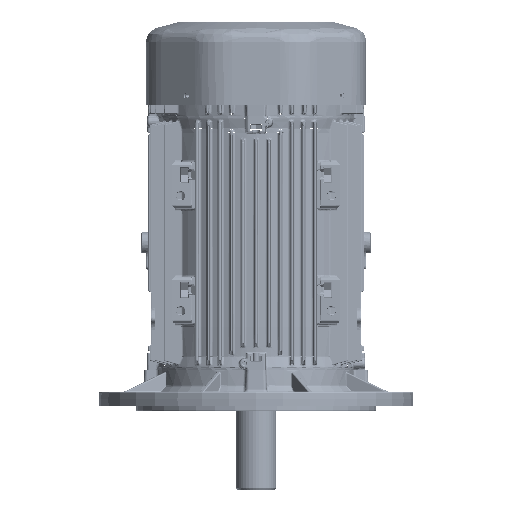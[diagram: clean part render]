
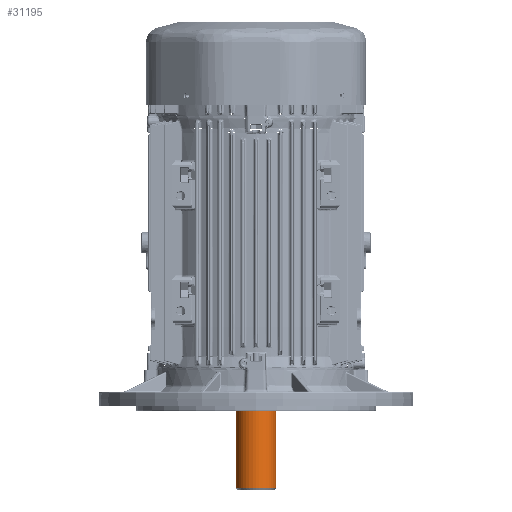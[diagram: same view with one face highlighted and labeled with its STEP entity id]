
A CAD part, front view. The second image highlights one B-rep face of the part: STEP entity #31195.
In plain terms, the highlighted cylindrical face has radius 19 mm (diameter 38 mm), a full revolution.
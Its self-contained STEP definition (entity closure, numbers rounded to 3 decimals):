
#4863=B_SPLINE_CURVE_WITH_KNOTS('',3,(#193719,#193720,#193721,#193722,#193723,
#193724,#193725,#193726,#193727,#193728),.UNSPECIFIED.,.F.,.F.,(4,2,2,2,
4),(0.,0.25,0.5,0.75,1.),.UNSPECIFIED.);
#4864=B_SPLINE_CURVE_WITH_KNOTS('',3,(#193746,#193747,#193748,#193749,#193750,
#193751,#193752,#193753,#193754,#193755,#193756,#193757,#193758,#193759),
 .UNSPECIFIED.,.F.,.F.,(4,2,2,2,2,2,4),(0.,0.125,0.25,
0.5,0.75,0.875,1.),.UNSPECIFIED.);
#11642=CYLINDRICAL_SURFACE('',#127347,19.);
#14879=FACE_BOUND('',#45829,.T.);
#14880=FACE_BOUND('',#45830,.T.);
#14881=FACE_BOUND('',#45831,.T.);
#17889=LINE('',#193741,#24047);
#17892=LINE('',#193763,#24050);
#24047=VECTOR('',#143686,1.);
#24050=VECTOR('',#143695,1.);
#31195=ADVANCED_FACE('',(#14879,#14880,#14881),#11642,.T.);
#45829=EDGE_LOOP('',(#60406));
#45830=EDGE_LOOP('',(#60407,#60408,#60409,#60410));
#45831=EDGE_LOOP('',(#60411));
#60406=ORIENTED_EDGE('',*,*,#103227,.F.);
#60407=ORIENTED_EDGE('',*,*,#103202,.T.);
#60408=ORIENTED_EDGE('',*,*,#103208,.T.);
#60409=ORIENTED_EDGE('',*,*,#103210,.F.);
#60410=ORIENTED_EDGE('',*,*,#103213,.T.);
#60411=ORIENTED_EDGE('',*,*,#103200,.T.);
#87619=VERTEX_POINT('',#193715);
#87621=VERTEX_POINT('',#193729);
#87622=VERTEX_POINT('',#193730);
#87626=VERTEX_POINT('',#193740);
#87628=VERTEX_POINT('',#193745);
#87643=VERTEX_POINT('',#193807);
#103200=EDGE_CURVE('',#87619,#87619,#120299,.T.);
#103202=EDGE_CURVE('',#87621,#87622,#4863,.T.);
#103208=EDGE_CURVE('',#87622,#87626,#17889,.T.);
#103210=EDGE_CURVE('',#87628,#87626,#4864,.T.);
#103213=EDGE_CURVE('',#87628,#87621,#17892,.T.);
#103227=EDGE_CURVE('',#87643,#87643,#120316,.T.);
#120299=CIRCLE('',#127309,19.);
#120316=CIRCLE('',#127345,19.);
#127309=AXIS2_PLACEMENT_3D('',#193714,#143672,#143673);
#127345=AXIS2_PLACEMENT_3D('',#193806,#143752,#143753);
#127347=AXIS2_PLACEMENT_3D('',#193809,#143756,#143757);
#143672=DIRECTION('',(0.,0.,1.));
#143673=DIRECTION('',(0.,-1.,0.));
#143686=DIRECTION('',(0.,0.,-1.));
#143695=DIRECTION('',(0.,0.,1.));
#143752=DIRECTION('',(0.,0.,1.));
#143753=DIRECTION('',(1.,0.,0.));
#143756=DIRECTION('',(0.,0.,-1.));
#143757=DIRECTION('',(-1.,0.,0.));
#193714=CARTESIAN_POINT('',(0.,0.,-112.8));
#193715=CARTESIAN_POINT('',(0.,-19.,-112.8));
#193719=CARTESIAN_POINT('',(5.,18.33,-46.8));
#193720=CARTESIAN_POINT('',(5.,18.33,-45.486));
#193721=CARTESIAN_POINT('',(4.455,18.494,-44.184));
#193722=CARTESIAN_POINT('',(2.616,18.842,-42.345));
#193723=CARTESIAN_POINT('',(1.312,19.,-41.801));
#193724=CARTESIAN_POINT('',(-1.303,19.,-41.799));
#193725=CARTESIAN_POINT('',(-2.603,18.845,-42.333));
#193726=CARTESIAN_POINT('',(-4.465,18.492,-44.193));
#193727=CARTESIAN_POINT('',(-5.,18.33,-45.482));
#193728=CARTESIAN_POINT('',(-5.,18.33,-46.8));
#193729=CARTESIAN_POINT('',(5.,18.33,-46.8));
#193730=CARTESIAN_POINT('',(-5.,18.33,-46.8));
#193740=CARTESIAN_POINT('',(-5.,18.33,-106.8));
#193741=CARTESIAN_POINT('',(-5.,18.33,-30.3));
#193745=CARTESIAN_POINT('',(5.,18.33,-106.8));
#193746=CARTESIAN_POINT('',(5.,18.33,-106.8));
#193747=CARTESIAN_POINT('',(5.,18.33,-107.268));
#193748=CARTESIAN_POINT('',(4.935,18.358,-107.834));
#193749=CARTESIAN_POINT('',(4.503,18.471,-109.07));
#193750=CARTESIAN_POINT('',(4.119,18.558,-109.752));
#193751=CARTESIAN_POINT('',(2.369,18.889,-111.502));
#193752=CARTESIAN_POINT('',(0.893,19.,-111.799));
#193753=CARTESIAN_POINT('',(-0.884,19.,-111.801));
#193754=CARTESIAN_POINT('',(-2.364,18.89,-111.506));
#193755=CARTESIAN_POINT('',(-4.118,18.558,-109.753));
#193756=CARTESIAN_POINT('',(-4.502,18.471,-109.071));
#193757=CARTESIAN_POINT('',(-4.935,18.358,-107.835));
#193758=CARTESIAN_POINT('',(-5.,18.33,-107.268));
#193759=CARTESIAN_POINT('',(-5.,18.33,-106.8));
#193763=CARTESIAN_POINT('',(5.,18.33,-30.3));
#193806=CARTESIAN_POINT('',(0.,0.,-37.3));
#193807=CARTESIAN_POINT('',(19.,0.,-37.3));
#193809=CARTESIAN_POINT('',(0.,0.,-28.3));
